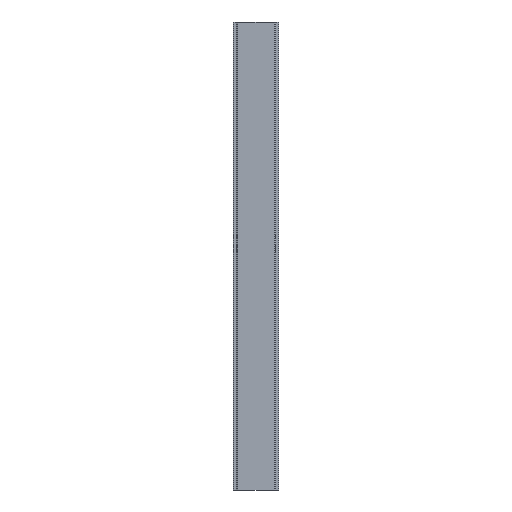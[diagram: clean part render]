
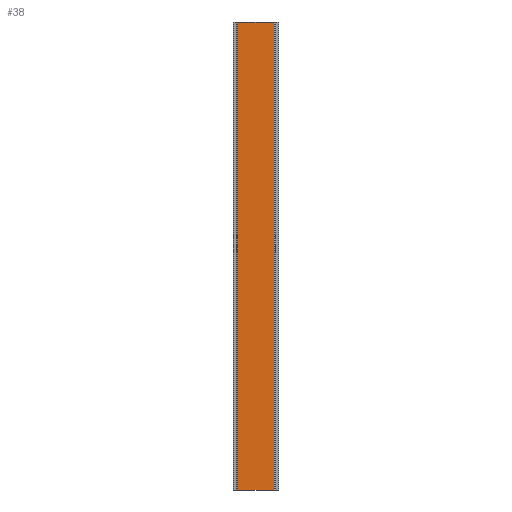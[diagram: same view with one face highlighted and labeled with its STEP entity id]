
A CAD part, front view. The second image highlights one B-rep face of the part: STEP entity #38.
In plain terms, the highlighted planar face has unit normal (0, -1, 0).
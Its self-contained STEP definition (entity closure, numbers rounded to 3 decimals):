
#38 = ADVANCED_FACE ( 'NONE', ( #622 ), #544, .F. ) ;
#40 = ORIENTED_EDGE ( 'NONE', *, *, #780, .F. ) ;
#46 = VECTOR ( 'NONE', #56, 1000. ) ;
#56 = DIRECTION ( 'NONE',  ( 1., 0., 0. ) ) ;
#106 = VERTEX_POINT ( 'NONE', #696 ) ;
#141 = CARTESIAN_POINT ( 'NONE',  ( 19.876, 0., 508. ) ) ;
#175 = VECTOR ( 'NONE', #264, 1000. ) ;
#235 = VERTEX_POINT ( 'NONE', #903 ) ;
#260 = EDGE_CURVE ( 'NONE', #106, #451, #827, .T. ) ;
#264 = DIRECTION ( 'NONE',  ( 1., 0., 0. ) ) ;
#290 = AXIS2_PLACEMENT_3D ( 'NONE', #869, #685, #931 ) ;
#337 = CARTESIAN_POINT ( 'NONE',  ( 19.876, 0., 508. ) ) ;
#351 = CARTESIAN_POINT ( 'NONE',  ( -19.876, 0., 0. ) ) ;
#359 = VECTOR ( 'NONE', #843, 1000. ) ;
#371 = EDGE_CURVE ( 'NONE', #235, #633, #981, .T. ) ;
#422 = CARTESIAN_POINT ( 'NONE',  ( -19.876, 0., 508. ) ) ;
#441 = VECTOR ( 'NONE', #582, 1000. ) ;
#451 = VERTEX_POINT ( 'NONE', #141 ) ;
#491 = EDGE_CURVE ( 'NONE', #106, #235, #935, .T. ) ;
#525 = CARTESIAN_POINT ( 'NONE',  ( -19.876, 0., 508. ) ) ;
#544 = PLANE ( 'NONE',  #290 ) ;
#571 = LINE ( 'NONE', #337, #441 ) ;
#582 = DIRECTION ( 'NONE',  ( 0., 0., -1. ) ) ;
#622 = FACE_OUTER_BOUND ( 'NONE', #906, .T. ) ;
#633 = VERTEX_POINT ( 'NONE', #795 ) ;
#653 = ORIENTED_EDGE ( 'NONE', *, *, #371, .T. ) ;
#685 = DIRECTION ( 'NONE',  ( 0., 1., 0. ) ) ;
#696 = CARTESIAN_POINT ( 'NONE',  ( -19.876, 0., 508. ) ) ;
#699 = ORIENTED_EDGE ( 'NONE', *, *, #260, .F. ) ;
#780 = EDGE_CURVE ( 'NONE', #451, #633, #571, .T. ) ;
#795 = CARTESIAN_POINT ( 'NONE',  ( 19.876, 0., 0. ) ) ;
#827 = LINE ( 'NONE', #422, #46 ) ;
#843 = DIRECTION ( 'NONE',  ( 0., 0., -1. ) ) ;
#869 = CARTESIAN_POINT ( 'NONE',  ( -19.876, 0., 508. ) ) ;
#903 = CARTESIAN_POINT ( 'NONE',  ( -19.876, 0., 0. ) ) ;
#906 = EDGE_LOOP ( 'NONE', ( #653, #40, #699, #934 ) ) ;
#931 = DIRECTION ( 'NONE',  ( 0., 0., 1. ) ) ;
#934 = ORIENTED_EDGE ( 'NONE', *, *, #491, .T. ) ;
#935 = LINE ( 'NONE', #525, #359 ) ;
#981 = LINE ( 'NONE', #351, #175 ) ;
